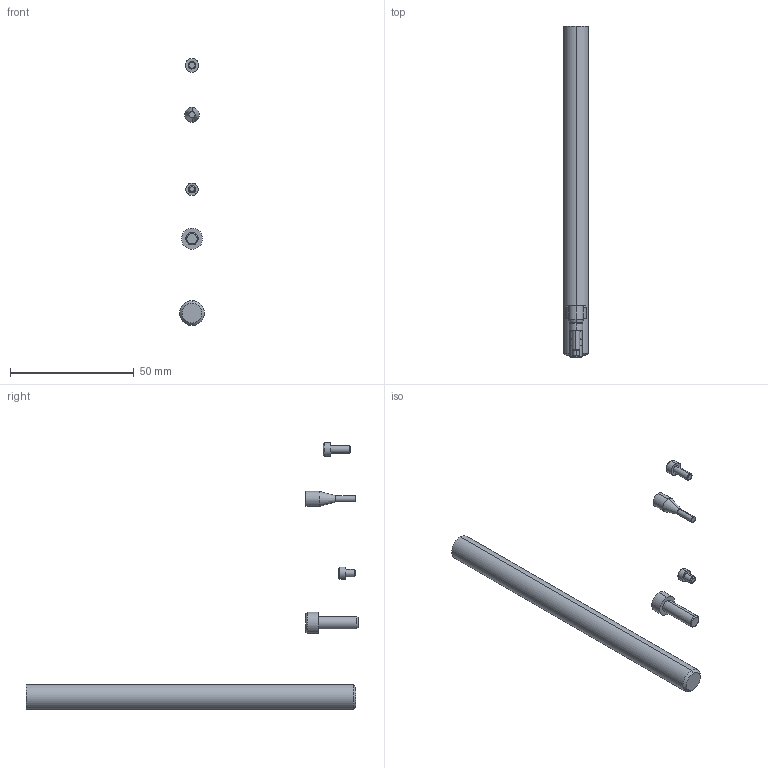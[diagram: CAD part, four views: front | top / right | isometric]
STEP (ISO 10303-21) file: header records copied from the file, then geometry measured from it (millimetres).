
FILE_DESCRIPTION (( 'STEP AP214' ), '1' );
FILE_NAME ('50589~0.STEP', '2020-03-23T11:47:07', ( '' ), ( '' ), 'SwSTEP 2.0', 'SolidWorks 2018', '' );
FILE_SCHEMA (( 'AUTOMOTIVE_DESIGN' ));
Length unit declared in the file: millimetre
Products named in the file (6): DIN912~n_M05,0x016; DIN912~n_M03,0x008; 3161~5; 48160~1; 50589~0; 22661~0
Assembly tree (5 placements, depth 2):
  50589~0
    48160~1
    3161~5
    DIN912~n_M05,0x016
    22661~0
    DIN912~n_M03,0x008
Bounding box: 10 x 134 x 107.75 mm (x, y, z)
Volume: 11242.1 mm3; surface area: 5673.6 mm2
Topology: 5 solids, 5 shells, 80 faces, 173 edges, 106 vertices
Faces by surface type: cylinder 39, plane 21, cone 20
Entity records: 2451 total; most frequent: DIRECTION 437, CARTESIAN_POINT 363, ORIENTED_EDGE 338, AXIS2_PLACEMENT_3D 180, EDGE_CURVE 169, VERTEX_POINT 106, CIRCLE 92, EDGE_LOOP 87
